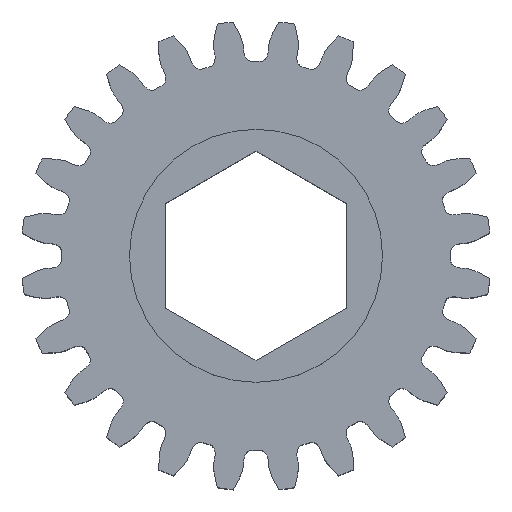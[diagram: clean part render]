
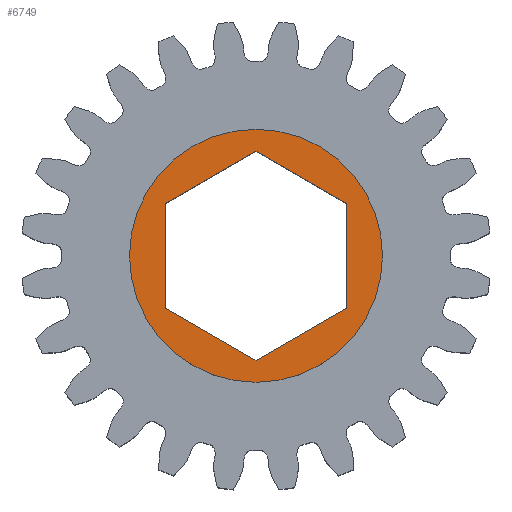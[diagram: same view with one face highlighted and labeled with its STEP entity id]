
A CAD part, top view. The second image highlights one B-rep face of the part: STEP entity #6749.
In plain terms, the highlighted planar face has unit normal (0, 0, 1).
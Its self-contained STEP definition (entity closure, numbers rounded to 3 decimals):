
#127 = DIRECTION ( 'NONE',  ( 0., 1., 0. ) ) ;
#150 = DIRECTION ( 'NONE',  ( 0.866, -0.5, 0. ) ) ;
#522 = EDGE_LOOP ( 'NONE', ( #4518, #2926, #5107, #2683, #3637, #2007 ) ) ;
#749 = EDGE_LOOP ( 'NONE', ( #1621, #1007 ) ) ;
#843 = LINE ( 'NONE', #7737, #4540 ) ;
#899 = DIRECTION ( 'NONE',  ( 0., 0., -1. ) ) ;
#995 = EDGE_CURVE ( 'NONE', #1503, #9018, #843, .T. ) ;
#1007 = ORIENTED_EDGE ( 'NONE', *, *, #9486, .F. ) ;
#1084 = DIRECTION ( 'NONE',  ( 0., -1., 0. ) ) ;
#1115 = LINE ( 'NONE', #8793, #3790 ) ;
#1306 = CARTESIAN_POINT ( 'NONE',  ( 0., 8.89, 6.3 ) ) ;
#1485 = EDGE_CURVE ( 'NONE', #9932, #9178, #1115, .T. ) ;
#1500 = EDGE_CURVE ( 'NONE', #9178, #9439, #7854, .T. ) ;
#1503 = VERTEX_POINT ( 'NONE', #9929 ) ;
#1621 = ORIENTED_EDGE ( 'NONE', *, *, #4688, .F. ) ;
#1863 = AXIS2_PLACEMENT_3D ( 'NONE', #5799, #4280, #2657 ) ;
#1913 = CARTESIAN_POINT ( 'NONE',  ( 0., -8.89, 6.3 ) ) ;
#2007 = ORIENTED_EDGE ( 'NONE', *, *, #995, .T. ) ;
#2326 = AXIS2_PLACEMENT_3D ( 'NONE', #9793, #4194, #127 ) ;
#2492 = CARTESIAN_POINT ( 'NONE',  ( 0., 0., 6.3 ) ) ;
#2493 = CIRCLE ( 'NONE', #9246, 8.89 ) ;
#2639 = LINE ( 'NONE', #2867, #9282 ) ;
#2657 = DIRECTION ( 'NONE',  ( 0., 1., 0. ) ) ;
#2683 = ORIENTED_EDGE ( 'NONE', *, *, #3995, .T. ) ;
#2836 = CARTESIAN_POINT ( 'NONE',  ( 6.363, -3.674, 6.3 ) ) ;
#2867 = CARTESIAN_POINT ( 'NONE',  ( 6.363, 3.674, 6.3 ) ) ;
#2926 = ORIENTED_EDGE ( 'NONE', *, *, #1485, .T. ) ;
#3424 = CARTESIAN_POINT ( 'NONE',  ( 6.363, 3.674, 6.3 ) ) ;
#3637 = ORIENTED_EDGE ( 'NONE', *, *, #10245, .T. ) ;
#3790 = VECTOR ( 'NONE', #10405, 1000. ) ;
#3936 = VERTEX_POINT ( 'NONE', #2836 ) ;
#3995 = EDGE_CURVE ( 'NONE', #9439, #3936, #2639, .T. ) ;
#4001 = FACE_OUTER_BOUND ( 'NONE', #749, .T. ) ;
#4194 = DIRECTION ( 'NONE',  ( 0., 0., -1. ) ) ;
#4280 = DIRECTION ( 'NONE',  ( 0., 0., -1. ) ) ;
#4287 = CARTESIAN_POINT ( 'NONE',  ( -6.363, -3.674, 6.3 ) ) ;
#4330 = CARTESIAN_POINT ( 'NONE',  ( 0., 7.347, 6.3 ) ) ;
#4488 = PLANE ( 'NONE',  #2326 ) ;
#4518 = ORIENTED_EDGE ( 'NONE', *, *, #6953, .T. ) ;
#4540 = VECTOR ( 'NONE', #6388, 1000. ) ;
#4688 = EDGE_CURVE ( 'NONE', #9107, #6224, #2493, .T. ) ;
#5096 = CARTESIAN_POINT ( 'NONE',  ( 6.363, -3.674, 6.3 ) ) ;
#5107 = ORIENTED_EDGE ( 'NONE', *, *, #1500, .T. ) ;
#5799 = CARTESIAN_POINT ( 'NONE',  ( 0., 0., 6.3 ) ) ;
#5848 = DIRECTION ( 'NONE',  ( 0., 1., 0. ) ) ;
#5918 = FACE_BOUND ( 'NONE', #522, .T. ) ;
#6224 = VERTEX_POINT ( 'NONE', #1306 ) ;
#6388 = DIRECTION ( 'NONE',  ( -0.866, 0.5, 0. ) ) ;
#6745 = CARTESIAN_POINT ( 'NONE',  ( 0., 7.347, 6.3 ) ) ;
#6749 = ADVANCED_FACE ( 'NONE', ( #5918, #4001 ), #4488, .F. ) ;
#6771 = CARTESIAN_POINT ( 'NONE',  ( -6.363, 3.674, 6.3 ) ) ;
#6821 = LINE ( 'NONE', #7418, #10281 ) ;
#6953 = EDGE_CURVE ( 'NONE', #9018, #9932, #6821, .T. ) ;
#7418 = CARTESIAN_POINT ( 'NONE',  ( -6.363, -3.674, 6.3 ) ) ;
#7737 = CARTESIAN_POINT ( 'NONE',  ( 0., -7.347, 6.3 ) ) ;
#7854 = LINE ( 'NONE', #4330, #8498 ) ;
#8094 = VECTOR ( 'NONE', #9172, 1000. ) ;
#8498 = VECTOR ( 'NONE', #150, 1000. ) ;
#8640 = LINE ( 'NONE', #5096, #8094 ) ;
#8793 = CARTESIAN_POINT ( 'NONE',  ( -6.363, 3.674, 6.3 ) ) ;
#8972 = DIRECTION ( 'NONE',  ( 0., 1., 0. ) ) ;
#9017 = CIRCLE ( 'NONE', #1863, 8.89 ) ;
#9018 = VERTEX_POINT ( 'NONE', #4287 ) ;
#9107 = VERTEX_POINT ( 'NONE', #1913 ) ;
#9172 = DIRECTION ( 'NONE',  ( -0.866, -0.5, 0. ) ) ;
#9178 = VERTEX_POINT ( 'NONE', #6745 ) ;
#9246 = AXIS2_PLACEMENT_3D ( 'NONE', #2492, #899, #8972 ) ;
#9282 = VECTOR ( 'NONE', #1084, 1000. ) ;
#9439 = VERTEX_POINT ( 'NONE', #3424 ) ;
#9486 = EDGE_CURVE ( 'NONE', #6224, #9107, #9017, .T. ) ;
#9793 = CARTESIAN_POINT ( 'NONE',  ( 0., 0., 6.3 ) ) ;
#9929 = CARTESIAN_POINT ( 'NONE',  ( 0., -7.347, 6.3 ) ) ;
#9932 = VERTEX_POINT ( 'NONE', #6771 ) ;
#10245 = EDGE_CURVE ( 'NONE', #3936, #1503, #8640, .T. ) ;
#10281 = VECTOR ( 'NONE', #5848, 1000. ) ;
#10405 = DIRECTION ( 'NONE',  ( 0.866, 0.5, 0. ) ) ;
